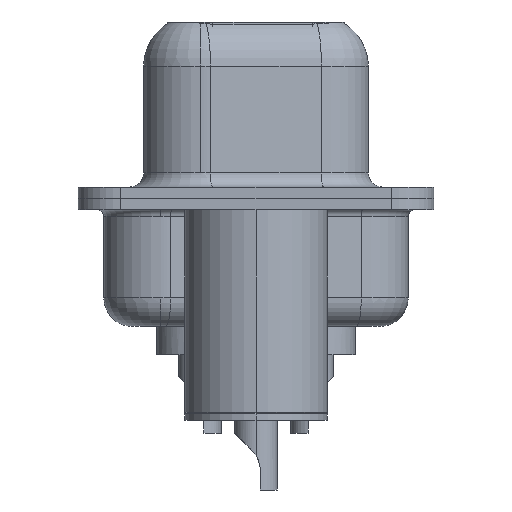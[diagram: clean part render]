
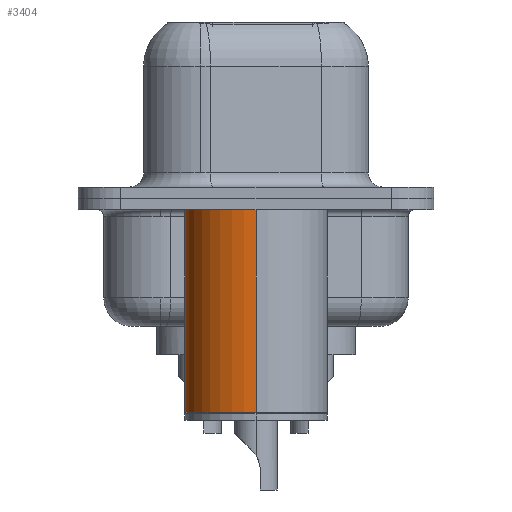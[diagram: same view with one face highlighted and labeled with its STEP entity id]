
A CAD part, left-side view. The second image highlights one B-rep face of the part: STEP entity #3404.
In plain terms, the highlighted cylindrical face has radius 2.5 mm (diameter 5 mm), a partial arc.
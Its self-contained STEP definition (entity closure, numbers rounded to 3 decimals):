
#356 = CARTESIAN_POINT ( 'NONE',  ( 0., 0., -0.4 ) ) ;
#387 = DIRECTION ( 'NONE',  ( 1., 0., 0. ) ) ;
#2667 = CARTESIAN_POINT ( 'NONE',  ( -2.5, 0., -7.525 ) ) ;
#2673 = CARTESIAN_POINT ( 'NONE',  ( -2.5, 0., -0.4 ) ) ;
#2686 = ORIENTED_EDGE ( 'NONE', *, *, #11133, .F. ) ;
#3404 = ADVANCED_FACE ( 'NONE', ( #8004 ), #14180, .T. ) ;
#3455 = DIRECTION ( 'NONE',  ( 0., 0., 1. ) ) ;
#4472 = VERTEX_POINT ( 'NONE', #2673 ) ;
#4672 = ORIENTED_EDGE ( 'NONE', *, *, #9602, .T. ) ;
#5061 = VERTEX_POINT ( 'NONE', #18132 ) ;
#5448 = CIRCLE ( 'NONE', #14502, 2.5 ) ;
#5893 = VECTOR ( 'NONE', #16882, 1000. ) ;
#6418 = DIRECTION ( 'NONE',  ( 0., 0., 1. ) ) ;
#6470 = LINE ( 'NONE', #10731, #5893 ) ;
#6507 = CARTESIAN_POINT ( 'NONE',  ( -2.5, 0., 0.581 ) ) ;
#6718 = VERTEX_POINT ( 'NONE', #2667 ) ;
#7510 = ORIENTED_EDGE ( 'NONE', *, *, #15582, .F. ) ;
#8004 = FACE_OUTER_BOUND ( 'NONE', #16177, .T. ) ;
#8304 = CARTESIAN_POINT ( 'NONE',  ( 0., 0., 0.581 ) ) ;
#9602 = EDGE_CURVE ( 'NONE', #5061, #6718, #13820, .T. ) ;
#9909 = AXIS2_PLACEMENT_3D ( 'NONE', #17327, #6418, #16006 ) ;
#10731 = CARTESIAN_POINT ( 'NONE',  ( 2.5, 0., 0.581 ) ) ;
#11015 = DIRECTION ( 'NONE',  ( 0., 0., 1. ) ) ;
#11133 = EDGE_CURVE ( 'NONE', #19435, #4472, #5448, .T. ) ;
#11396 = EDGE_CURVE ( 'NONE', #6718, #4472, #14201, .T. ) ;
#12671 = DIRECTION ( 'NONE',  ( 0., 0., 1. ) ) ;
#13259 = ORIENTED_EDGE ( 'NONE', *, *, #11396, .T. ) ;
#13820 = CIRCLE ( 'NONE', #9909, 2.5 ) ;
#14180 = CYLINDRICAL_SURFACE ( 'NONE', #14958, 2.5 ) ;
#14201 = LINE ( 'NONE', #6507, #16111 ) ;
#14502 = AXIS2_PLACEMENT_3D ( 'NONE', #356, #11015, #17170 ) ;
#14958 = AXIS2_PLACEMENT_3D ( 'NONE', #8304, #3455, #387 ) ;
#15582 = EDGE_CURVE ( 'NONE', #5061, #19435, #6470, .T. ) ;
#16006 = DIRECTION ( 'NONE',  ( 1., 0., 0. ) ) ;
#16111 = VECTOR ( 'NONE', #12671, 1000. ) ;
#16177 = EDGE_LOOP ( 'NONE', ( #4672, #13259, #2686, #7510 ) ) ;
#16882 = DIRECTION ( 'NONE',  ( 0., 0., 1. ) ) ;
#17170 = DIRECTION ( 'NONE',  ( 1., 0., 0. ) ) ;
#17327 = CARTESIAN_POINT ( 'NONE',  ( 0., 0., -7.525 ) ) ;
#17886 = CARTESIAN_POINT ( 'NONE',  ( 2.5, 0., -0.4 ) ) ;
#18132 = CARTESIAN_POINT ( 'NONE',  ( 2.5, 0., -7.525 ) ) ;
#19435 = VERTEX_POINT ( 'NONE', #17886 ) ;
